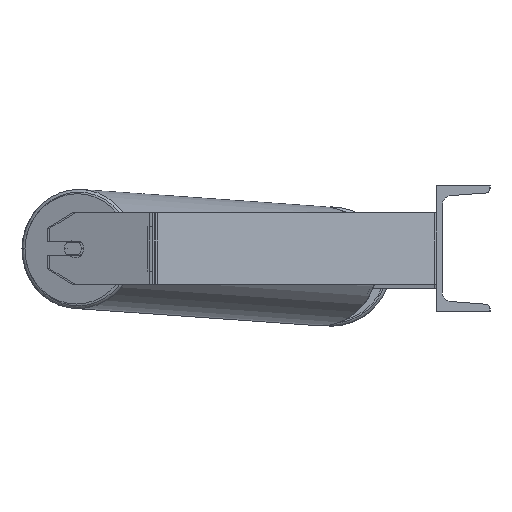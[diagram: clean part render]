
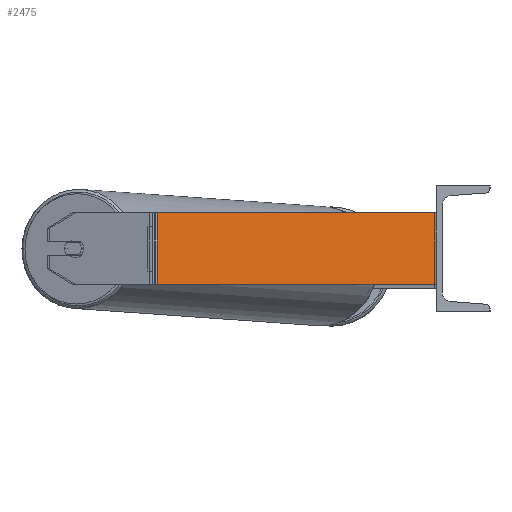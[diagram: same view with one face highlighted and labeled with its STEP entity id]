
A CAD part, left-side view. The second image highlights one B-rep face of the part: STEP entity #2475.
In plain terms, the highlighted planar face has unit normal (-0.985, -0.174, 0).
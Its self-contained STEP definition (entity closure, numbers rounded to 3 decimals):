
#65 = VECTOR ( 'NONE', #2991, 1000. ) ;
#82 = VERTEX_POINT ( 'NONE', #6526 ) ;
#513 = CARTESIAN_POINT ( 'NONE',  ( -1240.556, 315.071, -40. ) ) ;
#767 = CARTESIAN_POINT ( 'NONE',  ( -1240.556, 315.071, 40. ) ) ;
#942 = ORIENTED_EDGE ( 'NONE', *, *, #6393, .T. ) ;
#1466 = VECTOR ( 'NONE', #3318, 1000. ) ;
#1846 = EDGE_LOOP ( 'NONE', ( #4074, #7605, #4966, #942 ) ) ;
#2086 = AXIS2_PLACEMENT_3D ( 'NONE', #767, #5585, #4904 ) ;
#2475 = ADVANCED_FACE ( 'NONE', ( #7076 ), #3664, .F. ) ;
#2659 = CARTESIAN_POINT ( 'NONE',  ( -1239.811, 310.849, 40. ) ) ;
#2991 = DIRECTION ( 'NONE',  ( 0.174, -0.985, 0. ) ) ;
#3318 = DIRECTION ( 'NONE',  ( 0.174, -0.985, 0. ) ) ;
#3602 = CARTESIAN_POINT ( 'NONE',  ( -1239.811, 310.849, 40. ) ) ;
#3610 = CARTESIAN_POINT ( 'NONE',  ( -1185., 0., 40. ) ) ;
#3664 = PLANE ( 'NONE',  #2086 ) ;
#4007 = CARTESIAN_POINT ( 'NONE',  ( -1239.811, 310.849, -40. ) ) ;
#4074 = ORIENTED_EDGE ( 'NONE', *, *, #7421, .T. ) ;
#4175 = CARTESIAN_POINT ( 'NONE',  ( -1185., 0., -40. ) ) ;
#4207 = VECTOR ( 'NONE', #8611, 1000. ) ;
#4271 = LINE ( 'NONE', #5061, #65 ) ;
#4334 = LINE ( 'NONE', #3610, #4207 ) ;
#4848 = VERTEX_POINT ( 'NONE', #4175 ) ;
#4904 = DIRECTION ( 'NONE',  ( -0.174, 0.985, 0. ) ) ;
#4966 = ORIENTED_EDGE ( 'NONE', *, *, #5195, .F. ) ;
#5061 = CARTESIAN_POINT ( 'NONE',  ( -1240.556, 315.071, 40. ) ) ;
#5195 = EDGE_CURVE ( 'NONE', #8021, #82, #4271, .T. ) ;
#5435 = DIRECTION ( 'NONE',  ( 0., 0., -1. ) ) ;
#5585 = DIRECTION ( 'NONE',  ( 0.985, 0.174, 0. ) ) ;
#6167 = EDGE_CURVE ( 'NONE', #82, #4848, #4334, .T. ) ;
#6181 = LINE ( 'NONE', #2659, #7019 ) ;
#6393 = EDGE_CURVE ( 'NONE', #8021, #8280, #6181, .T. ) ;
#6526 = CARTESIAN_POINT ( 'NONE',  ( -1185., 0., 40. ) ) ;
#7019 = VECTOR ( 'NONE', #5435, 1000. ) ;
#7076 = FACE_OUTER_BOUND ( 'NONE', #1846, .T. ) ;
#7421 = EDGE_CURVE ( 'NONE', #8280, #4848, #8145, .T. ) ;
#7605 = ORIENTED_EDGE ( 'NONE', *, *, #6167, .F. ) ;
#8021 = VERTEX_POINT ( 'NONE', #3602 ) ;
#8145 = LINE ( 'NONE', #513, #1466 ) ;
#8280 = VERTEX_POINT ( 'NONE', #4007 ) ;
#8611 = DIRECTION ( 'NONE',  ( 0., 0., -1. ) ) ;
